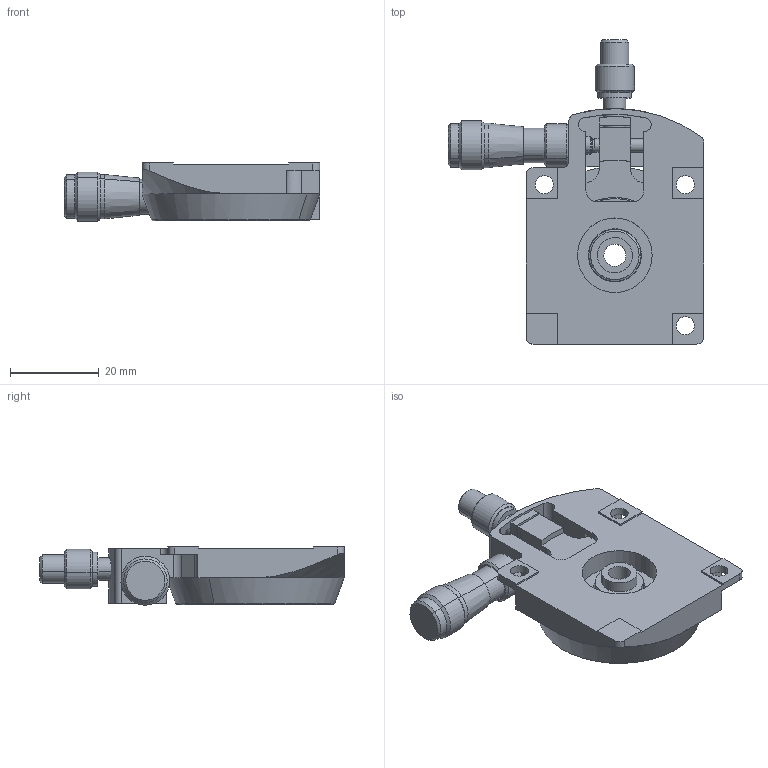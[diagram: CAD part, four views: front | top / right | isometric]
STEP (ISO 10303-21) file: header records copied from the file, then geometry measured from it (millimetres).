
FILE_DESCRIPTION((''),'2;1');
FILE_NAME('RS40','2022-05-05T20:10:09',('Administrator'),(''),'CREO PARAMETRIC BY PTC INC, 2019030','CREO PARAMETRIC BY PTC INC, 2019030','');
FILE_SCHEMA(('AUTOMOTIVE_DESIGN { 1 0 10303 214 1 1 1 1 }'));
Length unit declared in the file: inch
Products named in the file (1): RS40
Bounding box: 57.5 x 68.51 x 13.11 mm (x, y, z)
Volume: 19637.4 mm3; surface area: 13155.2 mm2
Topology: 2 solids, 3 shells, 316 faces, 805 edges, 519 vertices
Faces by surface type: cylinder 155, plane 109, cone 37, torus 10, sphere 4, bspline 1
Entity records: 12522 total; most frequent: CARTESIAN_POINT 1949, DIRECTION 1796, ORIENTED_EDGE 1602, PRESENTATION_STYLE_ASSIGNMENT 803, STYLED_ITEM 803, CURVE_STYLE 801, EDGE_CURVE 801, AXIS2_PLACEMENT_3D 719
